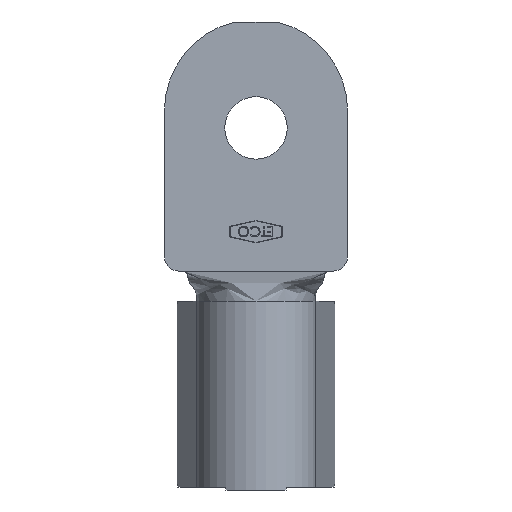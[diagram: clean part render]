
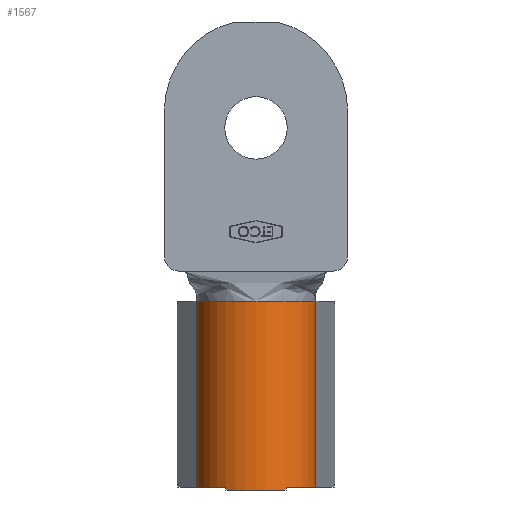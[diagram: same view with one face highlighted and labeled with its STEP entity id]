
A CAD part, front view. The second image highlights one B-rep face of the part: STEP entity #1567.
In plain terms, the highlighted cylindrical face has radius 5.334 mm (diameter 10.668 mm), a partial arc.
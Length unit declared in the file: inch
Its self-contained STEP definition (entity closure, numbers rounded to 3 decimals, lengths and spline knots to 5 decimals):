
#274 = CARTESIAN_POINT ( 'NONE',  ( 0.20686, -0.03617, 0. ) ) ;
#393 = VERTEX_POINT ( 'NONE', #4723 ) ;
#509 = CARTESIAN_POINT ( 'NONE',  ( 0., 0., 0. ) ) ;
#527 = CARTESIAN_POINT ( 'NONE',  ( 0.20686, -0.03617, 0.65 ) ) ;
#672 = CARTESIAN_POINT ( 'NONE',  ( 0., 0., 0.65 ) ) ;
#730 = ORIENTED_EDGE ( 'NONE', *, *, #2753, .T. ) ;
#909 = CARTESIAN_POINT ( 'NONE',  ( -0.20686, -0.03617, 0.65 ) ) ;
#948 = ORIENTED_EDGE ( 'NONE', *, *, #4254, .F. ) ;
#1070 = DIRECTION ( 'NONE',  ( 1., 0., 0. ) ) ;
#1177 = ORIENTED_EDGE ( 'NONE', *, *, #6618, .T. ) ;
#1243 = DIRECTION ( 'NONE',  ( 1., 0., 0. ) ) ;
#1268 = CARTESIAN_POINT ( 'NONE',  ( 0.20686, -0.03617, 0.65 ) ) ;
#1391 = EDGE_LOOP ( 'NONE', ( #6715, #2614, #6262, #730, #5434, #3479, #948, #1177 ) ) ;
#1551 = AXIS2_PLACEMENT_3D ( 'NONE', #672, #4410, #1243 ) ;
#1567 = ADVANCED_FACE ( 'NONE', ( #6424 ), #2359, .T. ) ;
#1679 = CARTESIAN_POINT ( 'NONE',  ( 0., 0., 0. ) ) ;
#1738 = VERTEX_POINT ( 'NONE', #2719 ) ;
#1870 = EDGE_CURVE ( 'NONE', #393, #6766, #5256, .T. ) ;
#1993 = CARTESIAN_POINT ( 'NONE',  ( -0.105, -0.18187, -0.01 ) ) ;
#2182 = CARTESIAN_POINT ( 'NONE',  ( -0.105, -0.18187, 0. ) ) ;
#2210 = DIRECTION ( 'NONE',  ( 0., 0., -1. ) ) ;
#2233 = DIRECTION ( 'NONE',  ( 1., 0., 0. ) ) ;
#2258 = VERTEX_POINT ( 'NONE', #4332 ) ;
#2359 = CYLINDRICAL_SURFACE ( 'NONE', #6740, 0.21 ) ;
#2391 = EDGE_CURVE ( 'NONE', #3802, #3534, #5087, .T. ) ;
#2491 = VECTOR ( 'NONE', #5597, 39.37008 ) ;
#2614 = ORIENTED_EDGE ( 'NONE', *, *, #4037, .F. ) ;
#2719 = CARTESIAN_POINT ( 'NONE',  ( -0.20686, -0.03617, 0.65 ) ) ;
#2753 = EDGE_CURVE ( 'NONE', #2258, #4112, #6183, .T. ) ;
#3217 = AXIS2_PLACEMENT_3D ( 'NONE', #1679, #5319, #2233 ) ;
#3289 = LINE ( 'NONE', #909, #5825 ) ;
#3479 = ORIENTED_EDGE ( 'NONE', *, *, #2391, .F. ) ;
#3534 = VERTEX_POINT ( 'NONE', #274 ) ;
#3742 = VECTOR ( 'NONE', #6464, 39.37008 ) ;
#3802 = VERTEX_POINT ( 'NONE', #527 ) ;
#4037 = EDGE_CURVE ( 'NONE', #5963, #6766, #5065, .T. ) ;
#4108 = EDGE_CURVE ( 'NONE', #4112, #3534, #6084, .T. ) ;
#4112 = VERTEX_POINT ( 'NONE', #6772 ) ;
#4114 = DIRECTION ( 'NONE',  ( 0., 0., -1. ) ) ;
#4254 = EDGE_CURVE ( 'NONE', #1738, #3802, #5467, .T. ) ;
#4257 = DIRECTION ( 'NONE',  ( 0., 0., 1. ) ) ;
#4332 = CARTESIAN_POINT ( 'NONE',  ( 0.105, -0.18187, -0.01 ) ) ;
#4410 = DIRECTION ( 'NONE',  ( 0., 0., 1. ) ) ;
#4691 = VECTOR ( 'NONE', #5390, 39.37008 ) ;
#4723 = CARTESIAN_POINT ( 'NONE',  ( -0.20686, -0.03617, 0. ) ) ;
#4862 = CARTESIAN_POINT ( 'NONE',  ( 0.105, -0.18187, -0.01 ) ) ;
#5065 = LINE ( 'NONE', #1993, #2491 ) ;
#5087 = LINE ( 'NONE', #1268, #3742 ) ;
#5134 = CIRCLE ( 'NONE', #5364, 0.21 ) ;
#5184 = AXIS2_PLACEMENT_3D ( 'NONE', #509, #4257, #1070 ) ;
#5256 = CIRCLE ( 'NONE', #3217, 0.21 ) ;
#5289 = CARTESIAN_POINT ( 'NONE',  ( 0., 0., -0.01 ) ) ;
#5319 = DIRECTION ( 'NONE',  ( 0., 0., 1. ) ) ;
#5364 = AXIS2_PLACEMENT_3D ( 'NONE', #5289, #2210, #5787 ) ;
#5390 = DIRECTION ( 'NONE',  ( 0., 0., 1. ) ) ;
#5434 = ORIENTED_EDGE ( 'NONE', *, *, #4108, .T. ) ;
#5445 = EDGE_CURVE ( 'NONE', #2258, #5963, #5134, .T. ) ;
#5467 = CIRCLE ( 'NONE', #1551, 0.21 ) ;
#5597 = DIRECTION ( 'NONE',  ( 0., 0., 1. ) ) ;
#5787 = DIRECTION ( 'NONE',  ( -1., 0., 0. ) ) ;
#5825 = VECTOR ( 'NONE', #4114, 39.37008 ) ;
#5963 = VERTEX_POINT ( 'NONE', #6734 ) ;
#6084 = CIRCLE ( 'NONE', #5184, 0.21 ) ;
#6183 = LINE ( 'NONE', #4862, #4691 ) ;
#6231 = DIRECTION ( 'NONE',  ( 0., 0., -1. ) ) ;
#6245 = CARTESIAN_POINT ( 'NONE',  ( 0., 0., 0.65 ) ) ;
#6254 = DIRECTION ( 'NONE',  ( -1., 0., 0. ) ) ;
#6262 = ORIENTED_EDGE ( 'NONE', *, *, #5445, .F. ) ;
#6424 = FACE_OUTER_BOUND ( 'NONE', #1391, .T. ) ;
#6464 = DIRECTION ( 'NONE',  ( 0., 0., -1. ) ) ;
#6618 = EDGE_CURVE ( 'NONE', #1738, #393, #3289, .T. ) ;
#6715 = ORIENTED_EDGE ( 'NONE', *, *, #1870, .T. ) ;
#6734 = CARTESIAN_POINT ( 'NONE',  ( -0.105, -0.18187, -0.01 ) ) ;
#6740 = AXIS2_PLACEMENT_3D ( 'NONE', #6245, #6231, #6254 ) ;
#6766 = VERTEX_POINT ( 'NONE', #2182 ) ;
#6772 = CARTESIAN_POINT ( 'NONE',  ( 0.105, -0.18187, 0. ) ) ;
